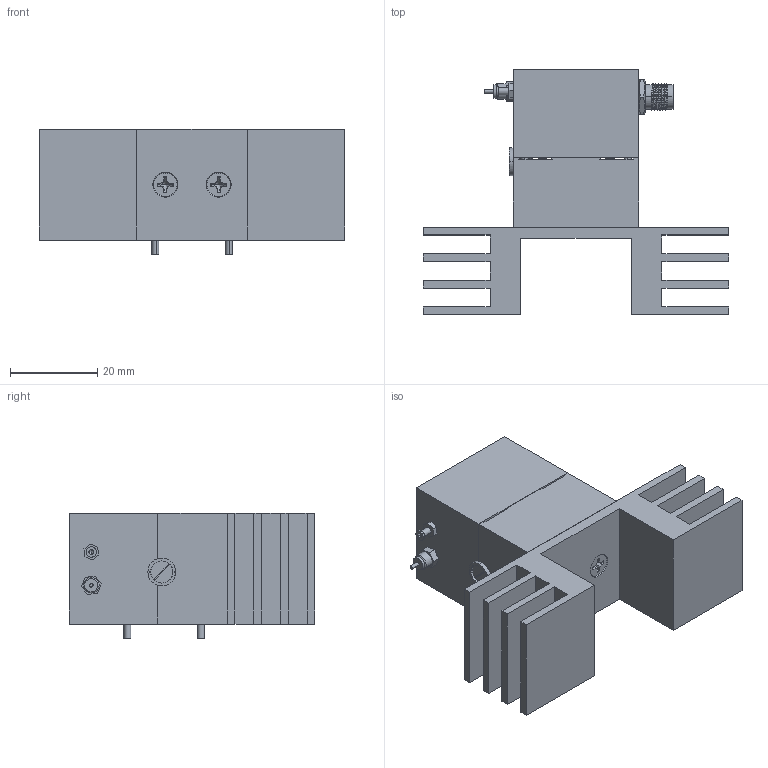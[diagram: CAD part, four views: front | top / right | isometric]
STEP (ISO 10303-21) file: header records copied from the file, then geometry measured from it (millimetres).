
FILE_DESCRIPTION (( 'STEP AP203' ), '1' );
FILE_NAME ('SOV-40305210-22-G1.STEP', '2019-04-15T22:05:27', ( '' ), ( '' ), 'SwSTEP 2.0', 'SolidWorks 2016', '' );
FILE_SCHEMA (( 'CONFIG_CONTROL_DESIGN' ));
Products named in the file (1): SOV-40305210-22-G1
Bounding box: 69.85 x 56.26 x 28.77 mm (x, y, z)
Volume: 37325.3 mm3; surface area: 25125.8 mm2
Topology: 28 solids, 29 shells, 1480 faces, 3930 edges, 2491 vertices
Faces by surface type: cylinder 816, plane 336, cone 294, bspline 32, torus 2
Entity records: 65636 total; most frequent: CARTESIAN_POINT 32800, ORIENTED_EDGE 7696, DIRECTION 6055, EDGE_CURVE 3848, VERTEX_POINT 2491, AXIS2_PLACEMENT_3D 2240, EDGE_LOOP 1579, VECTOR 1575
